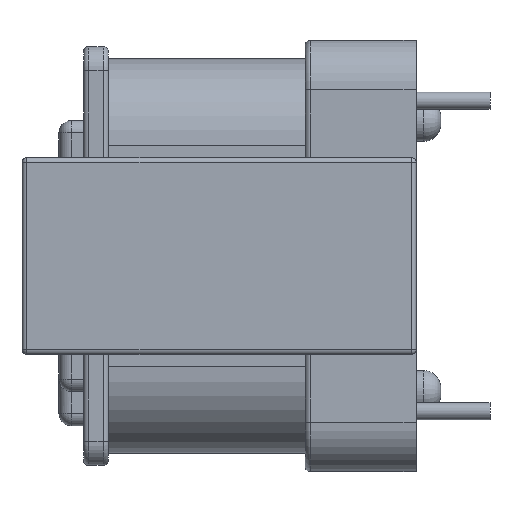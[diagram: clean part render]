
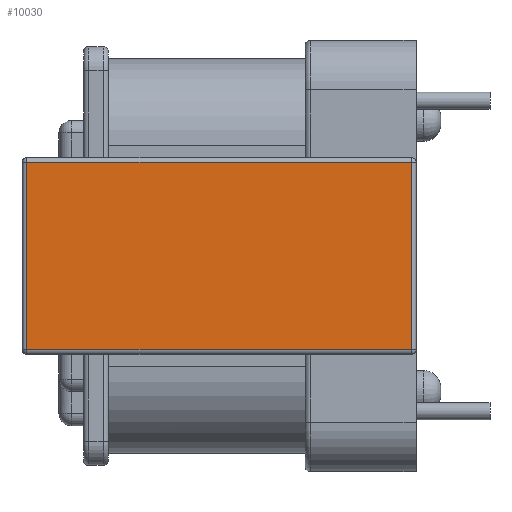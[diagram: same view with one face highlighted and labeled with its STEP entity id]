
A CAD part, left-side view. The second image highlights one B-rep face of the part: STEP entity #10030.
In plain terms, the highlighted planar face has unit normal (-1, 0, 0).
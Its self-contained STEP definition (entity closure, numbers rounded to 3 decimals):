
#549 = VECTOR ( 'NONE', #8986, 1000. ) ;
#550 = VECTOR ( 'NONE', #8988, 1000. ) ;
#551 = VECTOR ( 'NONE', #8990, 1000. ) ;
#553 = VECTOR ( 'NONE', #8992, 1000. ) ;
#612 = AXIS2_PLACEMENT_3D ( 'NONE', #9164, #9639, #9641 ) ;
#3215 = ORIENTED_EDGE ( 'NONE', *, *, #9996, .T. ) ;
#3216 = ORIENTED_EDGE ( 'NONE', *, *, #9997, .T. ) ;
#3217 = ORIENTED_EDGE ( 'NONE', *, *, #9995, .T. ) ;
#3218 = ORIENTED_EDGE ( 'NONE', *, *, #9998, .T. ) ;
#3797 = VERTEX_POINT ( 'NONE', #5966 ) ;
#3798 = VERTEX_POINT ( 'NONE', #5967 ) ;
#3799 = VERTEX_POINT ( 'NONE', #5968 ) ;
#3800 = VERTEX_POINT ( 'NONE', #5969 ) ;
#5966 = CARTESIAN_POINT ( 'NONE',  ( -10., 0.2, -3.8 ) ) ;
#5967 = CARTESIAN_POINT ( 'NONE',  ( -10., 0.2, 3.8 ) ) ;
#5968 = CARTESIAN_POINT ( 'NONE',  ( -10., 15.8, 3.8 ) ) ;
#5969 = CARTESIAN_POINT ( 'NONE',  ( -10., 15.8, -3.8 ) ) ;
#8985 = CARTESIAN_POINT ( 'NONE',  ( -10., 16., 3.8 ) ) ;
#8986 = DIRECTION ( 'NONE',  ( 0., 1., 0. ) ) ;
#8987 = CARTESIAN_POINT ( 'NONE',  ( -10., 0.2, 0. ) ) ;
#8988 = DIRECTION ( 'NONE',  ( 0., 0., 1. ) ) ;
#8989 = CARTESIAN_POINT ( 'NONE',  ( -10., 15.8, -4. ) ) ;
#8990 = DIRECTION ( 'NONE',  ( 0., 0., -1. ) ) ;
#8991 = CARTESIAN_POINT ( 'NONE',  ( -10., 0.2, -3.8 ) ) ;
#8992 = DIRECTION ( 'NONE',  ( 0., -1., 0. ) ) ;
#9163 = PLANE ( 'NONE',  #612 ) ;
#9164 = CARTESIAN_POINT ( 'NONE',  ( -10., 16., 0. ) ) ;
#9166 = LINE ( 'NONE', #8985, #549 ) ;
#9167 = LINE ( 'NONE', #8987, #550 ) ;
#9168 = LINE ( 'NONE', #8989, #551 ) ;
#9169 = LINE ( 'NONE', #8991, #553 ) ;
#9232 = FACE_OUTER_BOUND ( 'NONE', #9382, .T. ) ;
#9382 = EDGE_LOOP ( 'NONE', ( #3215, #3217, #3216, #3218 ) ) ;
#9639 = DIRECTION ( 'NONE',  ( 1., 0., 0. ) ) ;
#9641 = DIRECTION ( 'NONE',  ( 0., 0., -1. ) ) ;
#9995 = EDGE_CURVE ( 'NONE', #3798, #3799, #9166, .T. ) ;
#9996 = EDGE_CURVE ( 'NONE', #3797, #3798, #9167, .T. ) ;
#9997 = EDGE_CURVE ( 'NONE', #3799, #3800, #9168, .T. ) ;
#9998 = EDGE_CURVE ( 'NONE', #3800, #3797, #9169, .T. ) ;
#10030 = ADVANCED_FACE ( 'NONE', ( #9232 ), #9163, .F. ) ;
